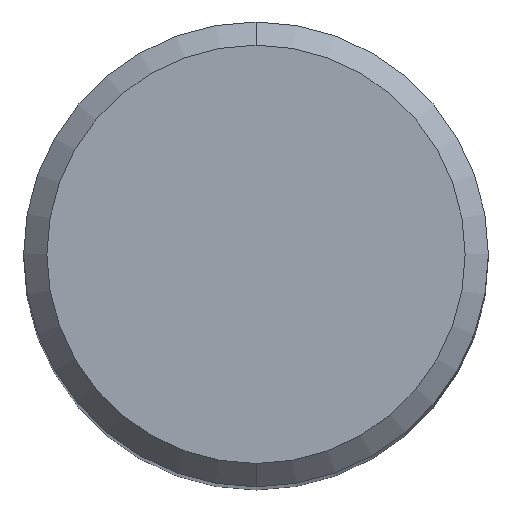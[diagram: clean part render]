
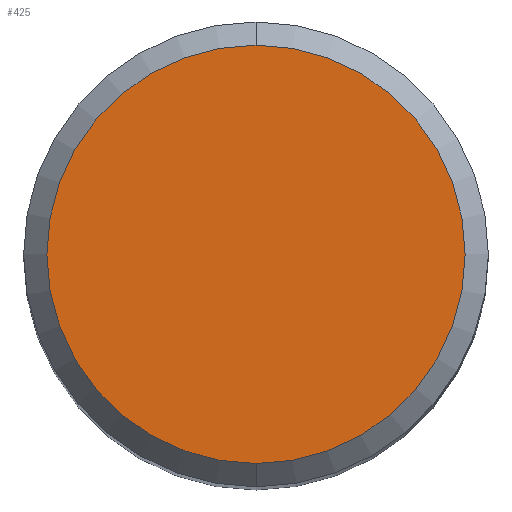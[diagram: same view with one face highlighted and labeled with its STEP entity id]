
A CAD part, top view. The second image highlights one B-rep face of the part: STEP entity #425.
In plain terms, the highlighted planar face has unit normal (0, 0, 1).
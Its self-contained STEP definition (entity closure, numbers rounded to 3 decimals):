
#207=VERTEX_POINT('',#517);
#299=EDGE_CURVE('',#207,#371,#620,.T.);
#357=EDGE_CURVE('',#371,#207,#682,.T.);
#371=VERTEX_POINT('',#697);
#425=ADVANCED_FACE('',(#759),#760,.T.);
#517=CARTESIAN_POINT('',(0.,-4.5,0.0));
#620=CIRCLE('',#1117,4.5);
#682=CIRCLE('',#1266,4.5);
#697=CARTESIAN_POINT('',(0.0,4.5,0.0));
#759=FACE_OUTER_BOUND('',#1389,.T.);
#760=PLANE('',#1390);
#1117=AXIS2_PLACEMENT_3D('',#1646,#1647,#1648);
#1266=AXIS2_PLACEMENT_3D('',#1691,#1692,#1693);
#1389=EDGE_LOOP('',(#1792,#1793));
#1390=AXIS2_PLACEMENT_3D('',#1794,#1795,#1796);
#1646=CARTESIAN_POINT('',(0.0,0.0,0.0));
#1647=DIRECTION('',(0.0,0.0,-1.0));
#1648=DIRECTION('',(0.0,1.0,0.0));
#1691=CARTESIAN_POINT('',(0.0,0.0,0.0));
#1692=DIRECTION('',(0.0,0.0,-1.0));
#1693=DIRECTION('',(0.0,1.0,0.0));
#1792=ORIENTED_EDGE('',*,*,#357,.F.);
#1793=ORIENTED_EDGE('',*,*,#299,.F.);
#1794=CARTESIAN_POINT('',(0.0,2.25,0.0));
#1795=DIRECTION('',(-0.0,0.0,1.0));
#1796=DIRECTION('',(0.0,-1.0,0.0));
